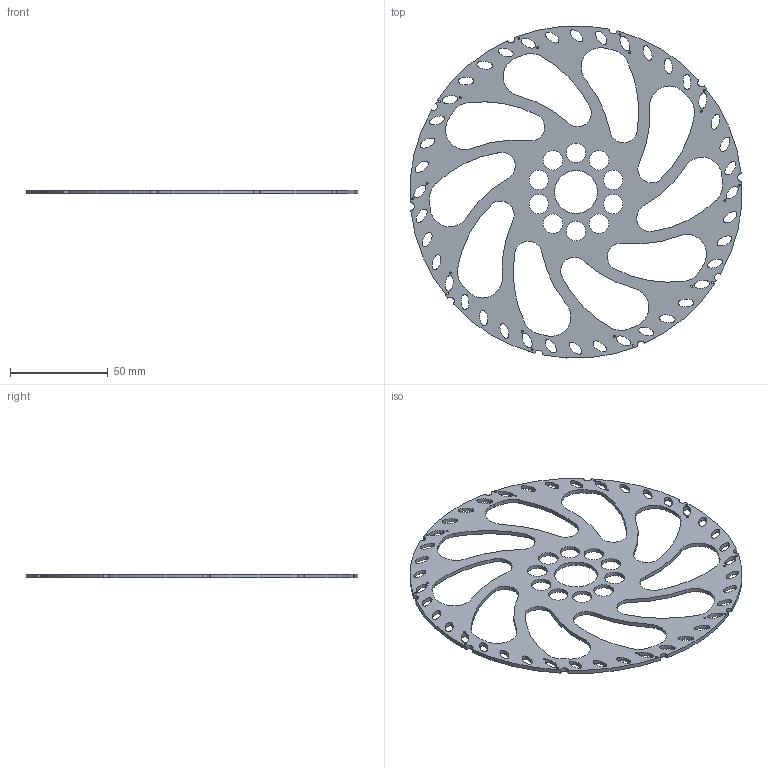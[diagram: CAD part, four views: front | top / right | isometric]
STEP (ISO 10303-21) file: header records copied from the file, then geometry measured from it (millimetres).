
FILE_DESCRIPTION(/* description */ (''),/* implementation_level */ '2;1');
FILE_NAME(/* name */ 'disco freno v3.step',/* time_stamp */ '2025-07-29T10:18:33-04:00',/* author */ (''),/* organization */ (''),/* preprocessor_version */ 'ST-DEVELOPER v20.1',/* originating_system */ 'Autodesk Translation Framework v14.10.0.0',/* authorisation */ '');
FILE_SCHEMA (('AUTOMOTIVE_DESIGN { 1 0 10303 214 3 1 1 }'));
Length unit declared in the file: millimetre
Products named in the file (1): disco freno
Bounding box: 169.65 x 169.71 x 2 mm (x, y, z)
Volume: 22565.9 mm3; surface area: 28610.3 mm2
Topology: 1 solids, 1 shells, 153 faces, 453 edges, 302 vertices
Faces by surface type: cylinder 111, bspline 40, plane 2
Full cylindrical faces by diameter (mm): 1 x20, 10 x10, 22 x1
Entity records: 6193 total; most frequent: CARTESIAN_POINT 1589, DIRECTION 983, ORIENTED_EDGE 906, EDGE_CURVE 453, AXIS2_PLACEMENT_3D 416, EDGE_LOOP 315, VERTEX_POINT 302, CIRCLE 222
